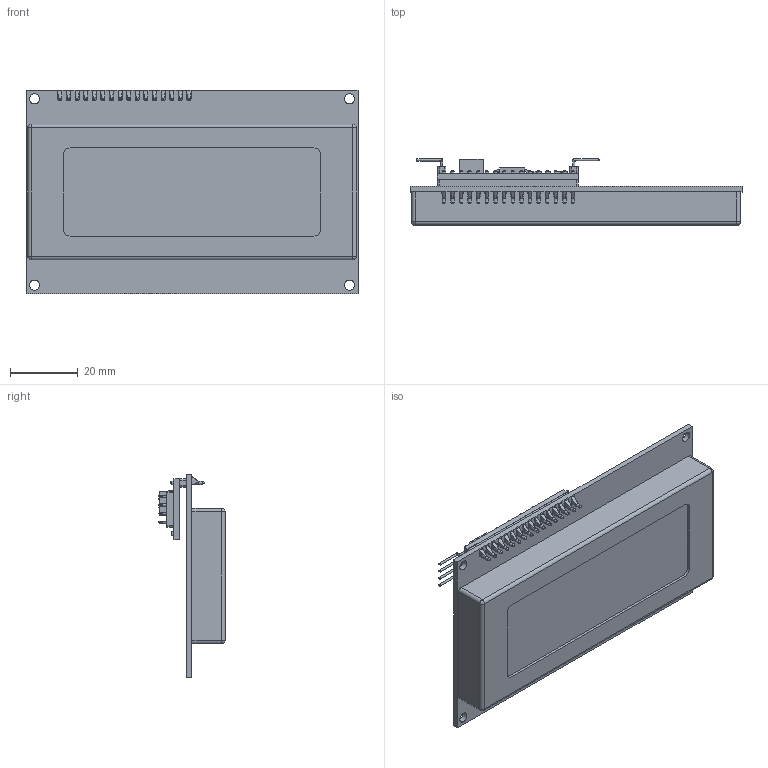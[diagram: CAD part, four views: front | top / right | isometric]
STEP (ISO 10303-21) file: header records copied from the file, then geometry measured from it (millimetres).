
FILE_DESCRIPTION(/* description */ (''),/* implementation_level */ '2;1');
FILE_NAME(/* name */ 'lcd 2004 i2c v1.step',/* time_stamp */ '2020-12-29T06:42:54+03:00',/* author */ (''),/* organization */ (''),/* preprocessor_version */ 'ST-DEVELOPER v18.1',/* originating_system */ 'Autodesk Translation Framework v9.7.1.1290',/* authorisation */ '');
FILE_SCHEMA (('AUTOMOTIVE_DESIGN { 1 0 10303 214 3 1 1 }'));
Length unit declared in the file: millimetre
Products named in the file (1): lcd 2004 i2c
Bounding box: 98 x 19.55 x 60 mm (x, y, z)
Volume: 47695.7 mm3; surface area: 17782.9 mm2
Topology: 7 solids, 7 shells, 1027 faces, 2735 edges, 1794 vertices
Faces by surface type: plane 656, bspline 169, cylinder 154, cone 44, sphere 4
Full cylindrical faces by diameter (mm): 0.65 x12, 1 x38, 1.5 x44, 3 x4, 3.5 x1
Entity records: 41196 total; most frequent: CARTESIAN_POINT 16041, ORIENTED_EDGE 5422, DIRECTION 4625, EDGE_CURVE 2711, LINE 1919, VECTOR 1919, VERTEX_POINT 1794, AXIS2_PLACEMENT_3D 1353
